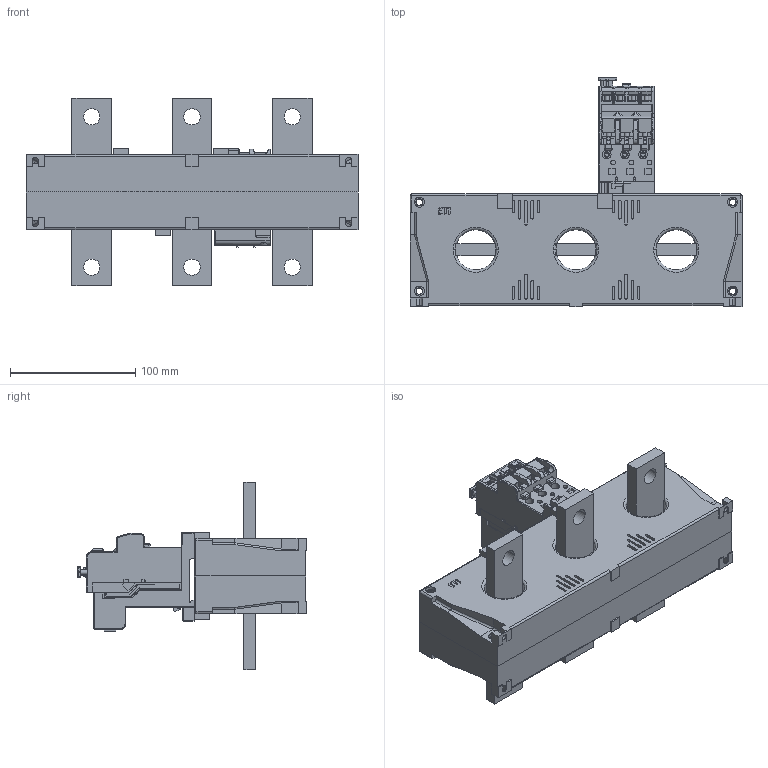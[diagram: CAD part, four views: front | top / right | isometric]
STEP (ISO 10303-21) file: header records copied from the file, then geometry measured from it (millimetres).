
FILE_DESCRIPTION((''),'2;1');
FILE_NAME('004656313_RE407D-600_ASM','2023-09-27T14:52:59',('klemen.sitar'),('Audax d.o.o.'),'CREO PARAMETRIC BY PTC INC, 2021304','CREO PARAMETRIC BY PTC INC, 2021304','');
FILE_SCHEMA(('AP242_MANAGED_MODEL_BASED_3D_ENGINEERING_MIM_LF { 1 0 10303 442 1 1 4 }'));
Products named in the file (62): NONE-4286_1; IMPORTADO46_1_1; IMPORTADO50_1_1; IMPORTADO10_1_1; IMPORTADO19_1_1; IMPORTADO29_1_1; IMPORTADO38_1_1; IMPORTADO52_1_1; IMPORTADO20_1_1; IMPORTADO30_1_1; IMPORTADO48_1_1; IMPORTADO23_1_1; NONE-34024_1; IMPORTADO12_1_1; IMPORTADO8_1_1; IMPORTADO9_1_1; IMPORTADO32_1_1; IMPORTADO21_1_1; NONE-51416_1; IMPORTADO51_1_1; IMPORTADO39_1_1; IMPORTADO44_1_1; IMPORTADO17_1_1; IMPORTADO3_1_1; IMPORTADO33_1_1; IMPORTADO5_1_2_1; IMPORTADO18_1_1; IMPORTADO11_1_1; NONE-86440_1; IMPORTADO15_1_1; IMPORTADO13_1_1; IMPORTADO40_1_1; IMPORTADO35_1_1; IMPORTADO16_1_1; IMPORTADO25_1_1; IMPORTADO37_1_1; IMPORTADO31_1_1; IMPORTADO24_1_1; IMPORTADO36_1_1; IMPORTADO22_1_1 ...
Assembly tree (61 placements, depth 4):
  004656313_RE407D-600_ASM
    ZBC_10003348856_ASM_1_ASM
      NONE-4286_1
      IMPORTADO46_1_1
      IMPORTADO50_1_1
      IMPORTADO10_1_1
      IMPORTADO19_1_1
      IMPORTADO29_1_1
      IMPORTADO38_1_1
      IMPORTADO52_1_1
      IMPORTADO20_1_1
      IMPORTADO30_1_1
      IMPORTADO48_1_1
      IMPORTADO23_1_1
      NONE-34024_1
      IMPORTADO12_1_1
      IMPORTADO8_1_1
      IMPORTADO9_1_1
      IMPORTADO32_1_1
      IMPORTADO21_1_1
      NONE-51416_1
      IMPORTADO51_1_1
      IMPORTADO39_1_1
      IMPORTADO44_1_1
      IMPORTADO17_1_1
      IMPORTADO3_1_1
      IMPORTADO33_1_1
      IMPORTADO5_1_2_1
      IMPORTADO18_1_1
      IMPORTADO11_1_1
      NONE-86440_1
      IMPORTADO15_1_1
      IMPORTADO13_1_1
      IMPORTADO40_1_1
      IMPORTADO35_1_1
      IMPORTADO16_1_1
      IMPORTADO25_1_1
      IMPORTADO37_1_1
      IMPORTADO31_1_1
      IMPORTADO24_1_1
      IMPORTADO36_1_1
      IMPORTADO22_1_1
      IMPORTADO45_1_1
      IMPORTADO41_1_1
      IMPORTADO49_1_1
      IMPORTADO26_1_1
      IMPORTADO34_1_1
      IMPORTADO27_1_1
      IMPORTADO28_1_1
      IMPORTADO6_1_1
      IMPORTADO42_1_1
      IMPORTADO47_1_1
      IMPORTADO43_1
      IMPORTADO4_1_2_1
      PRT9540_1_ASM
        PRT9540_1_1
        PRT9540_1_2
        PRT9540_1_3
      PRT1681_1_ASM
        PRT1681_1_1
Bounding box: 265 x 183.25 x 150 mm (x, y, z)
Volume: 1557418.4 mm3; surface area: 284377.5 mm2
Topology: 54 solids, 73 shells, 4830 faces, 12986 edges, 8413 vertices
Faces by surface type: plane 2863, cylinder 1075, bspline 406, cone 168, extrusion 152, torus 150, sphere 16
Entity records: 244456 total; most frequent: CARTESIAN_POINT 61912, ORIENTED_EDGE 25652, DIRECTION 22534, PRESENTATION_STYLE_ASSIGNMENT 15350, STYLED_ITEM 15350, EDGE_CURVE 12930, CURVE_STYLE 12911, VECTOR 8760
